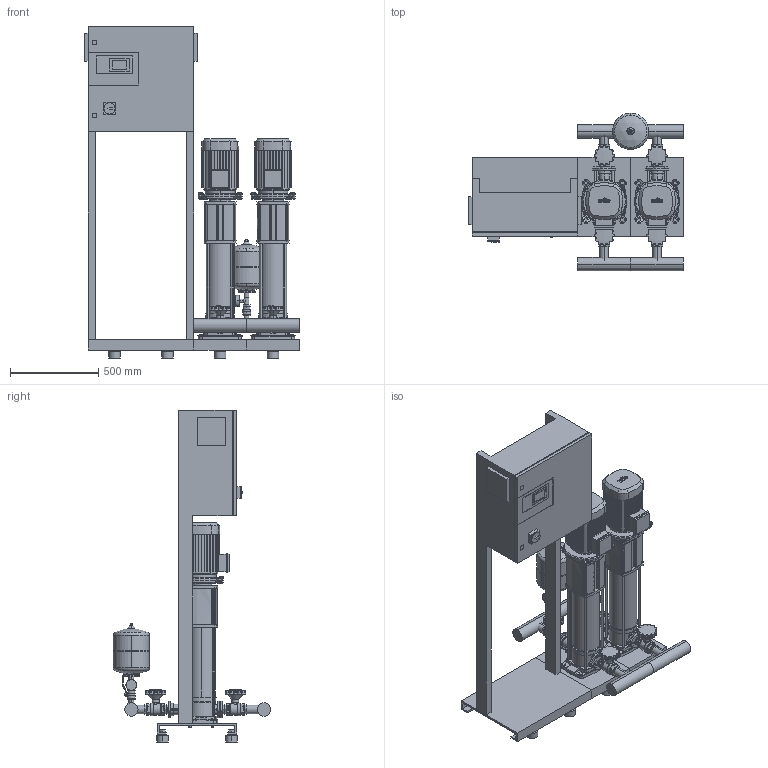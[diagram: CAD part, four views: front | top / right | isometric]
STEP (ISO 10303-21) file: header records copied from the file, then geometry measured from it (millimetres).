
FILE_DESCRIPTION((''),'2;1');
FILE_NAME('3d_CO-2HELIXV1012_K_CC-2534100.stp','2016-01-25T10:03:53',(''),(''),'Mechanical Desktop 2009','Mechanical Desktop 2009',', , ');
FILE_SCHEMA(('CONFIG_CONTROL_DESIGN'));
Length unit declared in the file: millimetre
Products named in the file (1): Product
Bounding box: 1220 x 895.05 x 1885 mm (x, y, z)
Volume: 183652492.8 mm3; surface area: 8727335.8 mm2
Topology: 109 solids, 109 shells, 3609 faces, 9347 edges, 6119 vertices
Faces by surface type: plane 1584, cylinder 904, bspline 879, cone 168, torus 60, sphere 14
Entity records: 117416 total; most frequent: CARTESIAN_POINT 29163, ORIENTED_EDGE 18678, DIRECTION 17267, EDGE_CURVE 9339, VERTEX_POINT 6114, VECTOR 6009, LINE 6009, AXIS2_PLACEMENT_3D 5629
